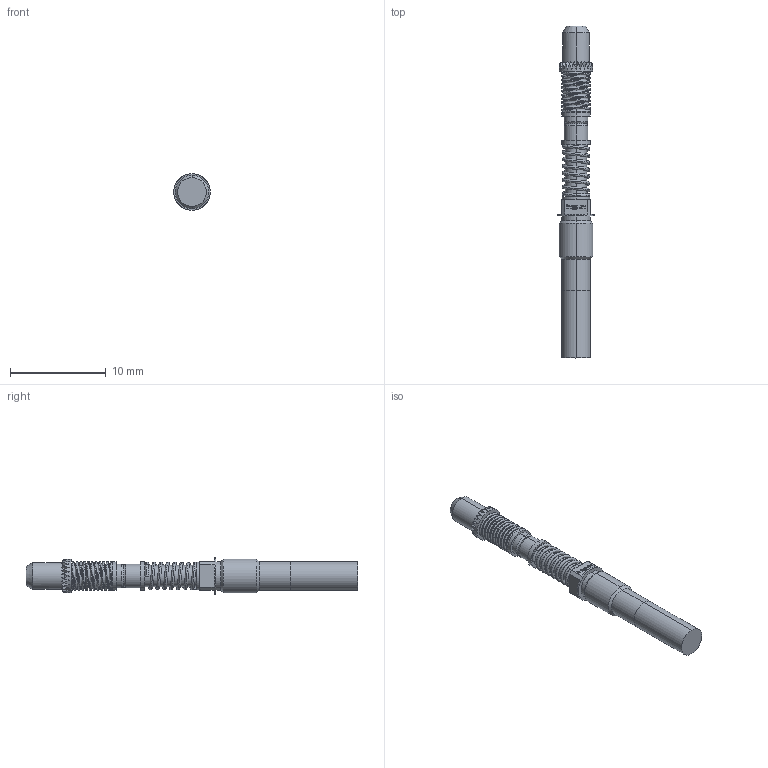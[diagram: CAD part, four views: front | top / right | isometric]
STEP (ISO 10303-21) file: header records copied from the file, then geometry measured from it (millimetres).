
FILE_DESCRIPTION (( 'STEP AP203' ), '1' );
FILE_NAME ('INGUN_HFS-807_303_051_A_xx42_HFM-M.STEP', '2022-05-04T08:50:48', ( 'ochi' ), ( '' ), 'SwSTEP 2.0', 'SolidWorks 2018', '' );
FILE_SCHEMA (( 'CONFIG_CONTROL_DESIGN' ));
Length unit declared in the file: millimetre
Products named in the file (1): INGUN_HFS-807_303_051_A_xx42_HFM-M
Bounding box: 3.8 x 34.6 x 3.8 mm (x, y, z)
Volume: 226.5 mm3; surface area: 505.7 mm2
Topology: 1 solids, 1 shells, 231 faces, 593 edges, 381 vertices
Faces by surface type: plane 134, cylinder 40, bspline 26, torus 17, cone 14
Entity records: 10857 total; most frequent: CARTESIAN_POINT 5572, ORIENTED_EDGE 1182, DIRECTION 980, EDGE_CURVE 591, VERTEX_POINT 381, AXIS2_PLACEMENT_3D 365, EDGE_LOOP 254, LINE 250
